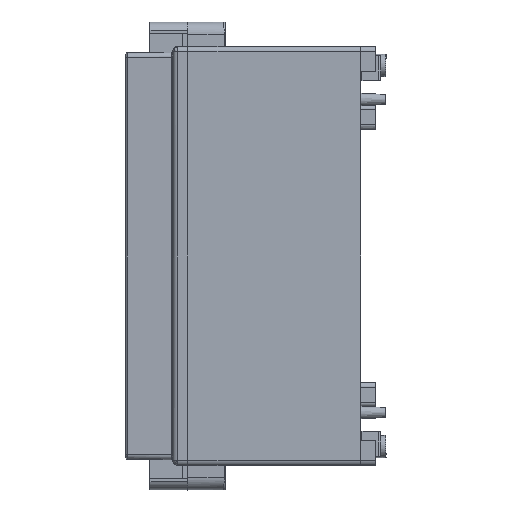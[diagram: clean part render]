
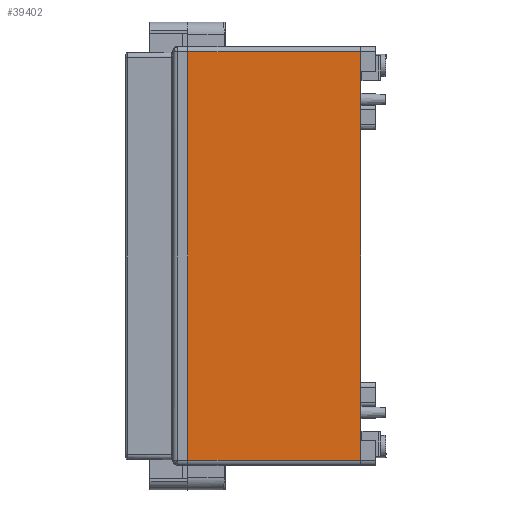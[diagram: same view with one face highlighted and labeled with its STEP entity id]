
A CAD part, left-side view. The second image highlights one B-rep face of the part: STEP entity #39402.
In plain terms, the highlighted planar face has unit normal (-1, 0, 0).
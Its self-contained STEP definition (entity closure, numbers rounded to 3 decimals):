
#22235 = CARTESIAN_POINT ( 'NONE',  ( 1275.836, 67.144, -40.89 ) ) ;
#22236 = CARTESIAN_POINT ( 'NONE',  ( 1275.836, 67.144, 121.11 ) ) ;
#22406 = CARTESIAN_POINT ( 'NONE',  ( 1275.836, -1.356, -40.89 ) ) ;
#22407 = CARTESIAN_POINT ( 'NONE',  ( 1275.836, -1.356, 121.11 ) ) ;
#23270 = FACE_OUTER_BOUND ( 'NONE', #42049, .T. ) ;
#23287 = AXIS2_PLACEMENT_3D ( 'NONE', #24383, #24384, #24385 ) ;
#23307 = VECTOR ( 'NONE', #24428, 1000. ) ;
#24382 = PLANE ( 'NONE',  #23287 ) ;
#24383 = CARTESIAN_POINT ( 'NONE',  ( 1275.836, -1.356, 121.11 ) ) ;
#24384 = DIRECTION ( 'NONE',  ( -1., 0., 0. ) ) ;
#24385 = DIRECTION ( 'NONE',  ( 0., 0., 1. ) ) ;
#24426 = LINE ( 'NONE', #24427, #23307 ) ;
#24427 = CARTESIAN_POINT ( 'NONE',  ( 1275.836, 67.144, 121.11 ) ) ;
#24428 = DIRECTION ( 'NONE',  ( 0., 0., -1. ) ) ;
#25343 = LINE ( 'NONE', #25344, #26334 ) ;
#25344 = CARTESIAN_POINT ( 'NONE',  ( 1275.836, -1.356, -40.89 ) ) ;
#25345 = DIRECTION ( 'NONE',  ( 0., -1., 0. ) ) ;
#25346 = LINE ( 'NONE', #25347, #26335 ) ;
#25347 = CARTESIAN_POINT ( 'NONE',  ( 1275.836, -1.356, 121.11 ) ) ;
#25348 = DIRECTION ( 'NONE',  ( 0., 0., 1. ) ) ;
#25349 = LINE ( 'NONE', #25350, #26336 ) ;
#25350 = CARTESIAN_POINT ( 'NONE',  ( 1275.836, -1.356, 121.11 ) ) ;
#25351 = DIRECTION ( 'NONE',  ( 0., -1., 0. ) ) ;
#26334 = VECTOR ( 'NONE', #25345, 1000. ) ;
#26335 = VECTOR ( 'NONE', #25348, 1000. ) ;
#26336 = VECTOR ( 'NONE', #25351, 1000. ) ;
#37592 = VERTEX_POINT ( 'NONE', #22235 ) ;
#37593 = VERTEX_POINT ( 'NONE', #22236 ) ;
#37763 = VERTEX_POINT ( 'NONE', #22406 ) ;
#37764 = VERTEX_POINT ( 'NONE', #22407 ) ;
#39402 = ADVANCED_FACE ( 'NONE', ( #23270 ), #24382, .T. ) ;
#39414 = EDGE_CURVE ( 'NONE', #37593, #37592, #24426, .T. ) ;
#39654 = EDGE_CURVE ( 'NONE', #37592, #37763, #25343, .T. ) ;
#39655 = EDGE_CURVE ( 'NONE', #37763, #37764, #25346, .T. ) ;
#39656 = EDGE_CURVE ( 'NONE', #37593, #37764, #25349, .T. ) ;
#40948 = ORIENTED_EDGE ( 'NONE', *, *, #39654, .T. ) ;
#40950 = ORIENTED_EDGE ( 'NONE', *, *, #39656, .F. ) ;
#40951 = ORIENTED_EDGE ( 'NONE', *, *, #39655, .T. ) ;
#40952 = ORIENTED_EDGE ( 'NONE', *, *, #39414, .T. ) ;
#42049 = EDGE_LOOP ( 'NONE', ( #40948, #40951, #40950, #40952 ) ) ;
